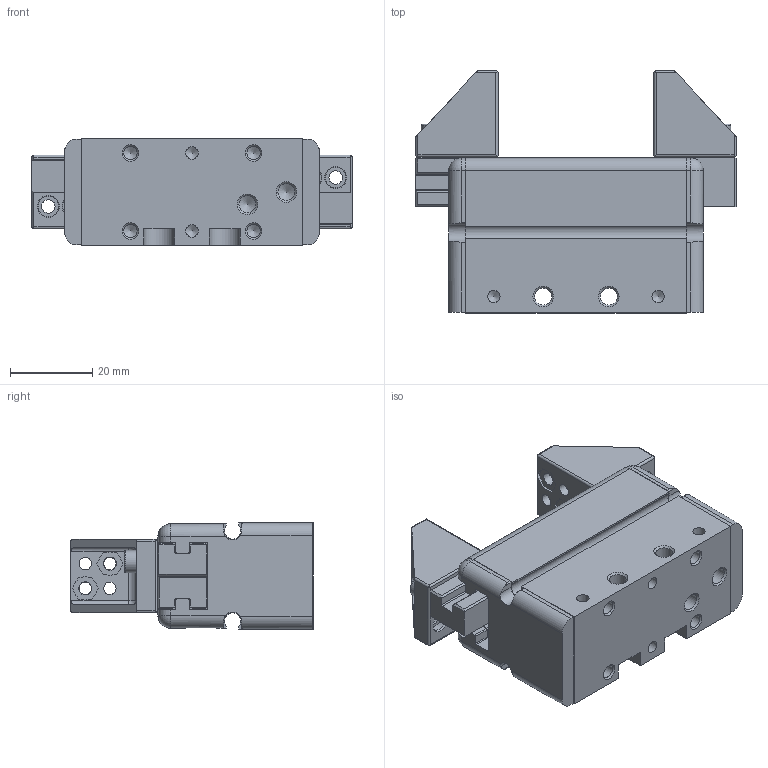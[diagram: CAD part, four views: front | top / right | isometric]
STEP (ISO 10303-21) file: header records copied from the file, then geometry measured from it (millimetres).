
FILE_DESCRIPTION( ( 'STEP AP214' ), '1' );
FILE_NAME( 'GPP1108CO-00-A(101).stp', '2020-05-12T08:02:56', ( 'License CC BY-ND 4.0' ), ( 'CADENAS' ), ' ', 'PARTsolutions', ' ' );
FILE_SCHEMA( ( 'AUTOMOTIVE_DESIGN { 1 0 10303 214 1 1 1 1 }' ) );
Length unit declared in the file: millimetre
Products named in the file (7): GPP1108CO-00-A(101); _GPP1108CO-00-A(0_dummy11); _GPP1108CO-00-A10_zylinder; _GPP1108CO-00-A_backen; _GPP1108CO-00-A_zub1; _ZylinderschraubeDIN912-3x10x0.50.5 3x10x0.5; _GPP1108CO-00-A_zentrierhuelse
Assembly tree (14 placements, depth 2):
  GPP1108CO-00-A(101)
    _GPP1108CO-00-A(0_dummy11)
    _GPP1108CO-00-A10_zylinder
    _GPP1108CO-00-A_backen  x2
    _GPP1108CO-00-A_zub1  x2
    _ZylinderschraubeDIN912-3x10x0.50.5 3x10x0.5  x4
    _GPP1108CO-00-A_zentrierhuelse  x4
Bounding box: 78 x 59 x 26 mm (x, y, z)
Volume: 63205.8 mm3; surface area: 25712 mm2
Topology: 13 solids, 13 shells, 628 faces, 1613 edges, 1035 vertices
Faces by surface type: plane 337, cylinder 199, cone 56, torus 32, sphere 4
Full cylindrical faces by diameter (mm): 2.459 x4, 3 x12, 3.1 x4, 3.2 x4, 3.242 x4, 3.3 x8, 4.134 x5, 5 x16, 5.5 x4
Entity records: 14701 total; most frequent: CARTESIAN_POINT 2076, DIRECTION 1989, ORIENTED_EDGE 1846, EDGE_CURVE 923, AXIS2_PLACEMENT_3D 684, VERTEX_POINT 650, LINE 621, VECTOR 621
